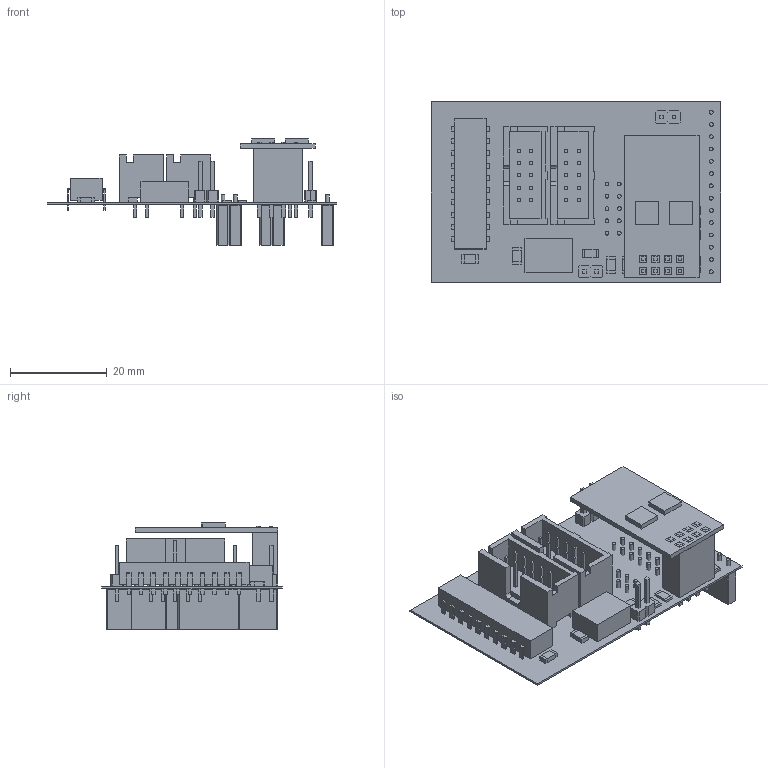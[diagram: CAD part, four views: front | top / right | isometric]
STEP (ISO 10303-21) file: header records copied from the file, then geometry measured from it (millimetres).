
FILE_DESCRIPTION(('Open CASCADE Model'),'2;1');
FILE_NAME('Open CASCADE Shape Model','2016-03-19T18:28:30',('Author'),( 'Open CASCADE'),'Open CASCADE STEP processor 6.5','Open CASCADE 6.5' ,'Unknown');
FILE_SCHEMA(('AUTOMOTIVE_DESIGN { 1 0 10303 214 1 1 1 1 }'));
Length unit declared in the file: millimetre
Products named in the file (67): PCB; Board; R3; 1423747120; Extruded; 1423747376; R2; R1; PROG/RESET; 1423749040; 1423749552; esp8266; 1423749680; 1423749808; 1423750064; 1423750576; 1423750960; header6x2; 1423749168; 1423751216; 1422421120; Cylinder; lcd_12864; c-5103309-01-b-3d; C1; 1423748400; 1423748528; I2C; 1423748784; U2; 1423748272; header5x2; 1423751088; 1422421000; *; 1423747632; 1423747760; 1423747888; 1423748144; C2 ...
Assembly tree (266 placements, depth 4):
  PCB
    Board
    R3
      1423747120  x2
        Extruded
      1423747376
        Extruded
    R2
      1423747120  x2
        Extruded
      1423747376
        Extruded
    R1
      1423747120  x2
        Extruded
      1423747376
        Extruded
    PROG/RESET
      1423749040  x3
        Extruded
      1423749552
        Extruded
    esp8266
      1423749680
        Extruded
      1423749808
        Extruded
      1423750064  x2
        Extruded
      1423750576  x8
        Extruded
      1423750960  x8
        Extruded
    header6x2
      1423749168  x2
        Extruded
      1423751216  x12
        Extruded
      1422421120  x12
        Cylinder
    lcd_12864
      c-5103309-01-b-3d  x2
    C1
      1423748400  x2
        Extruded
      1423748528
        Extruded
    I2C
      1423748784
        Extruded
      1423749040  x2
        Extruded
    U2
      1423748272
        Extruded
    header5x2
      1423751088  x2
        Extruded
      1422421000  x15
        Cylinder
Bounding box: 59.82 x 37.34 x 22.01 mm (x, y, z)
Volume: 7725.5 mm3; surface area: 16006.9 mm2
Topology: 226 solids, 226 shells, 1540 faces, 3140 edges, 2092 vertices
Faces by surface type: plane 1483, cylinder 57
Full cylindrical faces by diameter (mm): 0.8 x53
Entity records: 21861 total; most frequent: DIRECTION 3436, CARTESIAN_POINT 3392, LINE 2234, VECTOR 2234, ORIENTED_EDGE 1508, PCURVE 1508, DEFINITIONAL_REPRESENTATION 1508, EDGE_CURVE 754
